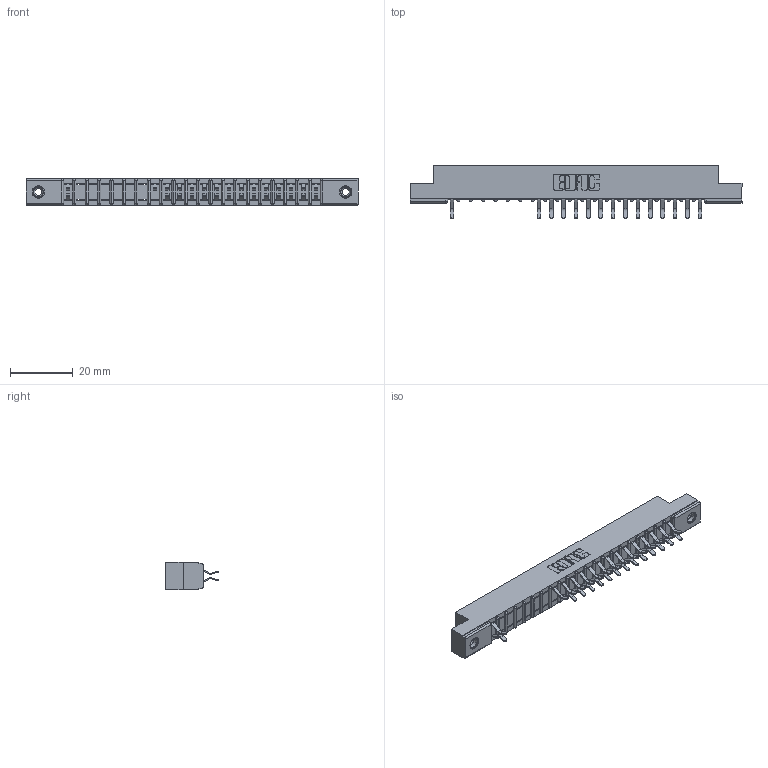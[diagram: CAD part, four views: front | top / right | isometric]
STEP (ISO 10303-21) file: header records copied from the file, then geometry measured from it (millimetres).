
FILE_DESCRIPTION (( 'STEP AP203' ), '1' );
FILE_NAME ('307-042-556-208.STEP', '2018-08-05T18:30:35', ( '' ), ( '' ), 'SwSTEP 2.0', 'SolidWorks 2016', '' );
FILE_SCHEMA (( 'CONFIG_CONTROL_DESIGN' ));
Length unit declared in the file: inch
Products named in the file (4): 307 Part_.156 Dia Mounting Holes; 307-290-001_556; 345-250-001_345-250-003-102; 307-042-556-208
Assembly tree (32 placements, depth 2):
  307-042-556-208
    307 Part_.156 Dia Mounting Holes
    307-290-001_556  x29
    345-250-001_345-250-003-102  x2
Bounding box: 106.22 x 16.97 x 8.71 mm (x, y, z)
Volume: 6768.1 mm3; surface area: 10900.7 mm2
Topology: 32 solids, 32 shells, 1780 faces, 4993 edges, 3222 vertices
Faces by surface type: plane 1137, cylinder 583, sphere 44, cone 12, torus 4
Entity records: 22137 total; most frequent: CARTESIAN_POINT 3667, ORIENTED_EDGE 3638, DIRECTION 3597, EDGE_CURVE 1819, LINE 1385, VECTOR 1385, VERTEX_POINT 1176, AXIS2_PLACEMENT_3D 1106
